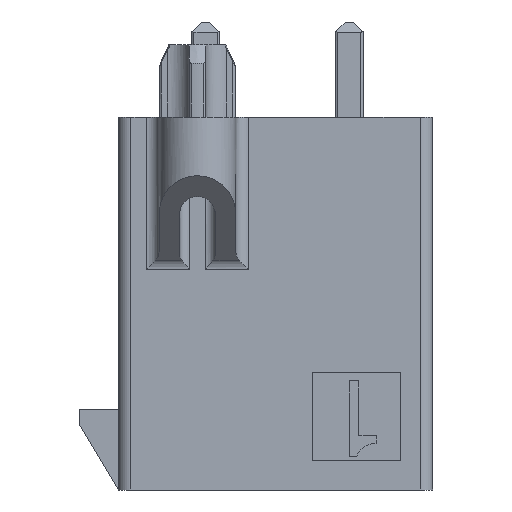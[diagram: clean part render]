
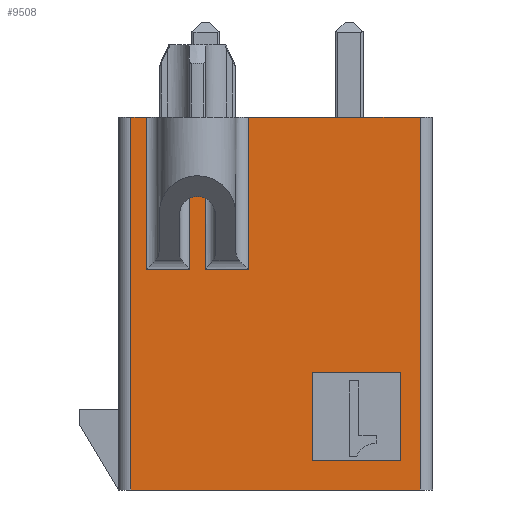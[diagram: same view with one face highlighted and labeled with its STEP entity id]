
A CAD part, left-side view. The second image highlights one B-rep face of the part: STEP entity #9508.
In plain terms, the highlighted planar face has unit normal (-1, 0, 0).
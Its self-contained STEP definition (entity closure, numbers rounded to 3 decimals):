
#239=DIRECTION('',(0.,-1.,0.));
#240=VECTOR('',#239,0.616);
#241=CARTESIAN_POINT('',(-35.964,9.065,12.673));
#242=LINE('',#241,#240);
#347=DIRECTION('',(0.,-1.,0.));
#348=VECTOR('',#347,6.818);
#349=CARTESIAN_POINT('',(-35.964,4.399,12.673));
#350=LINE('',#349,#348);
#724=DIRECTION('',(0.,0.,1.));
#725=VECTOR('',#724,6.051);
#726=CARTESIAN_POINT('',(-35.964,4.399,6.622));
#727=LINE('',#726,#725);
#737=DIRECTION('',(0.,-1.,0.));
#738=VECTOR('',#737,11.484);
#739=CARTESIAN_POINT('',(-35.964,9.065,-2.127));
#740=LINE('',#739,#738);
#755=DIRECTION('',(0.,-1.,0.));
#756=VECTOR('',#755,0.605);
#757=CARTESIAN_POINT('',(-35.964,6.726,11.613));
#758=LINE('',#757,#756);
#801=DIRECTION('',(0.,0.,-1.));
#802=VECTOR('',#801,4.991);
#803=CARTESIAN_POINT('',(-35.964,6.121,11.613));
#804=LINE('',#803,#802);
#830=DIRECTION('',(0.,-1.,0.));
#831=VECTOR('',#830,1.722);
#832=CARTESIAN_POINT('',(-35.964,8.449,6.622));
#833=LINE('',#832,#831);
#834=DIRECTION('',(0.,0.,1.));
#835=VECTOR('',#834,4.991);
#836=CARTESIAN_POINT('',(-35.964,6.726,6.622));
#837=LINE('',#836,#835);
#867=DIRECTION('',(0.,0.,-1.));
#868=VECTOR('',#867,6.051);
#869=CARTESIAN_POINT('',(-35.964,8.449,12.673));
#870=LINE('',#869,#868);
#1373=DIRECTION('',(0.,-1.,0.));
#1374=VECTOR('',#1373,1.722);
#1375=CARTESIAN_POINT('',(-35.964,6.121,6.622));
#1376=LINE('',#1375,#1374);
#1384=DIRECTION('',(0.,0.,-1.));
#1385=VECTOR('',#1384,14.8);
#1386=CARTESIAN_POINT('',(-35.964,-2.419,12.673));
#1387=LINE('',#1386,#1385);
#1408=DIRECTION('',(0.,0.,1.));
#1409=VECTOR('',#1408,14.8);
#1410=CARTESIAN_POINT('',(-35.964,9.065,-2.127));
#1411=LINE('',#1410,#1409);
#2452=DIRECTION('',(0.,0.,1.));
#2453=VECTOR('',#2452,3.5);
#2454=CARTESIAN_POINT('',(-35.964,-1.647,
-0.967));
#2455=LINE('',#2454,#2453);
#2460=DIRECTION('',(0.,-1.,0.));
#2461=VECTOR('',#2460,3.5);
#2462=CARTESIAN_POINT('',(-35.964,1.853,
-0.967));
#2463=LINE('',#2462,#2461);
#2468=DIRECTION('',(0.,0.,-1.));
#2469=VECTOR('',#2468,3.5);
#2470=CARTESIAN_POINT('',(-35.964,1.853,2.533));
#2471=LINE('',#2470,#2469);
#2476=DIRECTION('',(0.,1.,0.));
#2477=VECTOR('',#2476,3.5);
#2478=CARTESIAN_POINT('',(-35.964,-1.647,2.533));
#2479=LINE('',#2478,#2477);
#7493=CARTESIAN_POINT('',(-35.964,-1.647,2.533));
#7494=CARTESIAN_POINT('',(-35.964,1.853,2.533));
#7495=VERTEX_POINT('',#7493);
#7496=VERTEX_POINT('',#7494);
#7497=CARTESIAN_POINT('',(-35.964,1.853,
-0.967));
#7498=VERTEX_POINT('',#7497);
#7499=CARTESIAN_POINT('',(-35.964,-1.647,
-0.967));
#7500=VERTEX_POINT('',#7499);
#7501=CARTESIAN_POINT('',(-35.964,6.121,11.613));
#7502=CARTESIAN_POINT('',(-35.964,6.121,6.622));
#7503=VERTEX_POINT('',#7501);
#7504=VERTEX_POINT('',#7502);
#7505=CARTESIAN_POINT('',(-35.964,4.399,6.622));
#7506=VERTEX_POINT('',#7505);
#7507=CARTESIAN_POINT('',(-35.964,4.399,12.673));
#7508=VERTEX_POINT('',#7507);
#7509=CARTESIAN_POINT('',(-35.964,-2.419,12.673));
#7510=VERTEX_POINT('',#7509);
#7511=CARTESIAN_POINT('',(-35.964,-2.419,-2.127));
#7512=VERTEX_POINT('',#7511);
#7513=CARTESIAN_POINT('',(-35.964,9.065,-2.127));
#7514=VERTEX_POINT('',#7513);
#7515=CARTESIAN_POINT('',(-35.964,9.065,12.673));
#7516=VERTEX_POINT('',#7515);
#7517=CARTESIAN_POINT('',(-35.964,8.449,12.673));
#7518=VERTEX_POINT('',#7517);
#7519=CARTESIAN_POINT('',(-35.964,8.449,6.622));
#7520=VERTEX_POINT('',#7519);
#7521=CARTESIAN_POINT('',(-35.964,6.726,6.622));
#7522=VERTEX_POINT('',#7521);
#7523=CARTESIAN_POINT('',(-35.964,6.726,11.613));
#7524=VERTEX_POINT('',#7523);
#9471=CARTESIAN_POINT('',(-35.964,-2.416,-17.351));
#9472=DIRECTION('',(1.,0.,0.));
#9473=DIRECTION('',(0.,1.,0.));
#9474=AXIS2_PLACEMENT_3D('',#9471,#9472,#9473);
#9475=PLANE('',#9474);
#9477=ORIENTED_EDGE('',*,*,#9476,.T.);
#9479=ORIENTED_EDGE('',*,*,#9478,.T.);
#9481=ORIENTED_EDGE('',*,*,#9480,.T.);
#9482=ORIENTED_EDGE('',*,*,#9460,.T.);
#9483=ORIENTED_EDGE('',*,*,#9253,.T.);
#9485=ORIENTED_EDGE('',*,*,#9484,.T.);
#9486=ORIENTED_EDGE('',*,*,#9007,.F.);
#9488=ORIENTED_EDGE('',*,*,#9487,.T.);
#9489=ORIENTED_EDGE('',*,*,#9201,.T.);
#9491=ORIENTED_EDGE('',*,*,#9490,.T.);
#9493=ORIENTED_EDGE('',*,*,#9492,.T.);
#9495=ORIENTED_EDGE('',*,*,#9494,.T.);
#9496=EDGE_LOOP('',(#9477,#9479,#9481,#9482,#9483,#9485,#9486,#9488,#9489,#9491,
#9493,#9495));
#9497=FACE_OUTER_BOUND('',#9496,.F.);
#9499=ORIENTED_EDGE('',*,*,#9498,.T.);
#9501=ORIENTED_EDGE('',*,*,#9500,.T.);
#9503=ORIENTED_EDGE('',*,*,#9502,.T.);
#9505=ORIENTED_EDGE('',*,*,#9504,.T.);
#9506=EDGE_LOOP('',(#9499,#9501,#9503,#9505));
#9507=FACE_BOUND('',#9506,.F.);
#9508=ADVANCED_FACE('',(#9497,#9507),#9475,.F.);
#9007=EDGE_CURVE('',#7514,#7512,#740,.T.);
#9201=EDGE_CURVE('',#7516,#7518,#242,.T.);
#9253=EDGE_CURVE('',#7508,#7510,#350,.T.);
#9460=EDGE_CURVE('',#7506,#7508,#727,.T.);
#9476=EDGE_CURVE('',#7524,#7503,#758,.T.);
#9478=EDGE_CURVE('',#7503,#7504,#804,.T.);
#9480=EDGE_CURVE('',#7504,#7506,#1376,.T.);
#9484=EDGE_CURVE('',#7510,#7512,#1387,.T.);
#9487=EDGE_CURVE('',#7514,#7516,#1411,.T.);
#9490=EDGE_CURVE('',#7518,#7520,#870,.T.);
#9492=EDGE_CURVE('',#7520,#7522,#833,.T.);
#9494=EDGE_CURVE('',#7522,#7524,#837,.T.);
#9498=EDGE_CURVE('',#7500,#7495,#2455,.T.);
#9500=EDGE_CURVE('',#7495,#7496,#2479,.T.);
#9502=EDGE_CURVE('',#7496,#7498,#2471,.T.);
#9504=EDGE_CURVE('',#7498,#7500,#2463,.T.);
